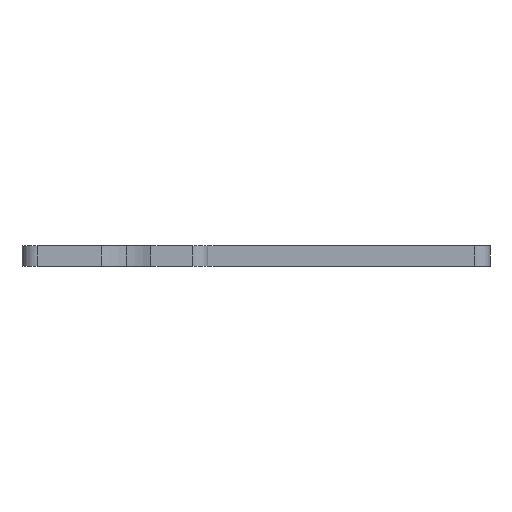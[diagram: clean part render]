
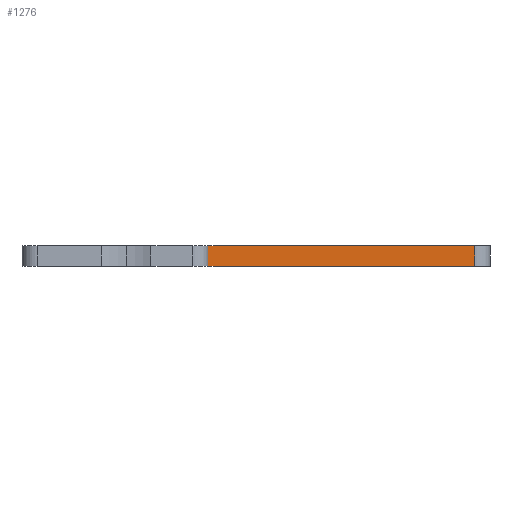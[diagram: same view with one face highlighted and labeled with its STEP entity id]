
A CAD part, left-side view. The second image highlights one B-rep face of the part: STEP entity #1276.
In plain terms, the highlighted planar face has unit normal (-1, 0, 0).
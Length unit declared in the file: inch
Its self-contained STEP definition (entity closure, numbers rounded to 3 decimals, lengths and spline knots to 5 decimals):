
#21 = CARTESIAN_POINT ( 'NONE',  ( -0.25591, -0.42446, 0.03937 ) ) ;
#44 = DIRECTION ( 'NONE',  ( 0., 1., 0. ) ) ;
#46 = EDGE_CURVE ( 'NONE', #159, #1139, #716, .T. ) ;
#78 = ORIENTED_EDGE ( 'NONE', *, *, #93, .F. ) ;
#93 = EDGE_CURVE ( 'NONE', #925, #159, #595, .T. ) ;
#159 = VERTEX_POINT ( 'NONE', #851 ) ;
#162 = CARTESIAN_POINT ( 'NONE',  ( -0.25591, -0.42446, -0.03937 ) ) ;
#246 = EDGE_CURVE ( 'NONE', #1139, #1005, #565, .T. ) ;
#283 = VECTOR ( 'NONE', #874, 39.37008 ) ;
#291 = ORIENTED_EDGE ( 'NONE', *, *, #46, .F. ) ;
#321 = LINE ( 'NONE', #1284, #829 ) ;
#335 = VECTOR ( 'NONE', #44, 39.37008 ) ;
#418 = DIRECTION ( 'NONE',  ( 1., 0., 0. ) ) ;
#441 = FACE_OUTER_BOUND ( 'NONE', #604, .T. ) ;
#447 = AXIS2_PLACEMENT_3D ( 'NONE', #820, #418, #1021 ) ;
#488 = CARTESIAN_POINT ( 'NONE',  ( -0.25591, -0.48351, 0.03937 ) ) ;
#491 = ORIENTED_EDGE ( 'NONE', *, *, #771, .F. ) ;
#565 = LINE ( 'NONE', #488, #283 ) ;
#595 = LINE ( 'NONE', #162, #335 ) ;
#604 = EDGE_LOOP ( 'NONE', ( #928, #291, #78, #491 ) ) ;
#621 = CARTESIAN_POINT ( 'NONE',  ( -0.25591, 0.61491, -0.03937 ) ) ;
#686 = VECTOR ( 'NONE', #1339, 39.37008 ) ;
#695 = CARTESIAN_POINT ( 'NONE',  ( -0.25591, 0.61491, 0.03937 ) ) ;
#716 = LINE ( 'NONE', #621, #686 ) ;
#771 = EDGE_CURVE ( 'NONE', #1005, #925, #321, .T. ) ;
#820 = CARTESIAN_POINT ( 'NONE',  ( -0.25591, -0.42446, -0.03937 ) ) ;
#829 = VECTOR ( 'NONE', #1160, 39.37008 ) ;
#851 = CARTESIAN_POINT ( 'NONE',  ( -0.25591, 0.61491, -0.03937 ) ) ;
#874 = DIRECTION ( 'NONE',  ( 0., -1., 0. ) ) ;
#925 = VERTEX_POINT ( 'NONE', #1294 ) ;
#928 = ORIENTED_EDGE ( 'NONE', *, *, #246, .F. ) ;
#1005 = VERTEX_POINT ( 'NONE', #21 ) ;
#1021 = DIRECTION ( 'NONE',  ( 0., 0., -1. ) ) ;
#1139 = VERTEX_POINT ( 'NONE', #695 ) ;
#1160 = DIRECTION ( 'NONE',  ( 0., 0., -1. ) ) ;
#1223 = PLANE ( 'NONE',  #447 ) ;
#1276 = ADVANCED_FACE ( 'NONE', ( #441 ), #1223, .F. ) ;
#1284 = CARTESIAN_POINT ( 'NONE',  ( -0.25591, -0.42446, 0.03937 ) ) ;
#1294 = CARTESIAN_POINT ( 'NONE',  ( -0.25591, -0.42446, -0.03937 ) ) ;
#1339 = DIRECTION ( 'NONE',  ( 0., 0., 1. ) ) ;
